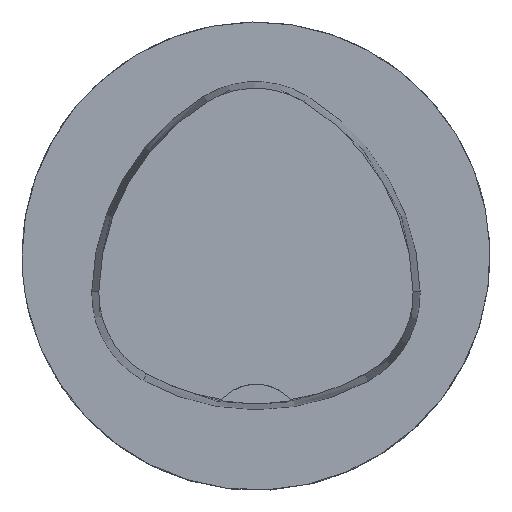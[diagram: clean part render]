
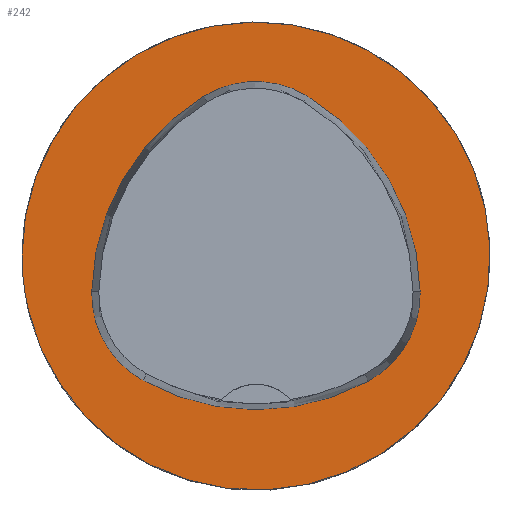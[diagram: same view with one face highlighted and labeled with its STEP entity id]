
A CAD part, top view. The second image highlights one B-rep face of the part: STEP entity #242.
In plain terms, the highlighted planar face has unit normal (0, 0, 1).
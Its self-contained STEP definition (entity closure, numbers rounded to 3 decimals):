
#122=FACE_BOUND('',#484,.T.);
#123=FACE_BOUND('',#485,.T.);
#171=CIRCLE('',#1848,20.);
#172=CIRCLE('',#1858,20.);
#174=CIRCLE('',#1861,8.5);
#176=CIRCLE('',#1864,20.);
#178=CIRCLE('',#1867,8.5);
#182=CIRCLE('',#1872,20.);
#184=CIRCLE('',#1875,8.5);
#242=ADVANCED_FACE('',(#122,#123),#318,.T.);
#318=PLANE('',#1880);
#484=EDGE_LOOP('',(#779,#780,#781,#782,#783,#784));
#485=EDGE_LOOP('',(#785));
#779=ORIENTED_EDGE('',*,*,#1353,.T.);
#780=ORIENTED_EDGE('',*,*,#1333,.T.);
#781=ORIENTED_EDGE('',*,*,#1337,.T.);
#782=ORIENTED_EDGE('',*,*,#1340,.T.);
#783=ORIENTED_EDGE('',*,*,#1343,.T.);
#784=ORIENTED_EDGE('',*,*,#1351,.T.);
#785=ORIENTED_EDGE('',*,*,#1316,.F.);
#1137=VERTEX_POINT('',#2707);
#1154=VERTEX_POINT('',#2742);
#1155=VERTEX_POINT('',#2743);
#1158=VERTEX_POINT('',#2751);
#1160=VERTEX_POINT('',#2757);
#1162=VERTEX_POINT('',#2763);
#1169=VERTEX_POINT('',#2784);
#1316=EDGE_CURVE('',#1137,#1137,#171,.T.);
#1333=EDGE_CURVE('',#1154,#1155,#172,.T.);
#1337=EDGE_CURVE('',#1155,#1158,#174,.T.);
#1340=EDGE_CURVE('',#1158,#1160,#176,.T.);
#1343=EDGE_CURVE('',#1160,#1162,#178,.T.);
#1351=EDGE_CURVE('',#1162,#1169,#182,.T.);
#1353=EDGE_CURVE('',#1169,#1154,#184,.T.);
#1848=AXIS2_PLACEMENT_3D('',#2706,#2126,#2127);
#1858=AXIS2_PLACEMENT_3D('',#2741,#2154,#2155);
#1861=AXIS2_PLACEMENT_3D('',#2750,#2162,#2163);
#1864=AXIS2_PLACEMENT_3D('',#2756,#2169,#2170);
#1867=AXIS2_PLACEMENT_3D('',#2762,#2176,#2177);
#1872=AXIS2_PLACEMENT_3D('',#2785,#2188,#2189);
#1875=AXIS2_PLACEMENT_3D('',#2788,#2194,#2195);
#1880=AXIS2_PLACEMENT_3D('',#2793,#2204,#2205);
#2126=DIRECTION('',(0.,0.,-1.));
#2127=DIRECTION('',(-1.,0.,0.));
#2154=DIRECTION('',(0.,0.,-1.));
#2155=DIRECTION('',(-1.,0.,0.));
#2162=DIRECTION('',(0.,0.,-1.));
#2163=DIRECTION('',(-1.,0.,0.));
#2169=DIRECTION('',(0.,0.,-1.));
#2170=DIRECTION('',(-1.,0.,0.));
#2176=DIRECTION('',(0.,0.,-1.));
#2177=DIRECTION('',(-1.,0.,0.));
#2188=DIRECTION('',(0.,0.,-1.));
#2189=DIRECTION('',(-1.,0.,0.));
#2194=DIRECTION('',(0.,0.,-1.));
#2195=DIRECTION('',(-1.,0.,0.));
#2204=DIRECTION('',(0.,0.,1.));
#2205=DIRECTION('',(-1.,0.,0.));
#2706=CARTESIAN_POINT('',(0.,0.,
0.));
#2707=CARTESIAN_POINT('',(-20.,0.,0.));
#2741=CARTESIAN_POINT('',(5.955,-3.414,0.));
#2742=CARTESIAN_POINT('',(-14.041,-3.042,0.));
#2743=CARTESIAN_POINT('',(-4.472,13.653,0.));
#2750=CARTESIAN_POINT('',(-0.04,6.4,0.));
#2751=CARTESIAN_POINT('',(4.347,13.68,0.));
#2756=CARTESIAN_POINT('',(-5.976,-3.45,0.));
#2757=CARTESIAN_POINT('',(14.021,-3.075,0.));
#2762=CARTESIAN_POINT('',(5.522,-3.235,0.));
#2763=CARTESIAN_POINT('',(9.588,-10.699,0.));
#2784=CARTESIAN_POINT('',(-9.655,-10.639,0.));
#2785=CARTESIAN_POINT('',(0.022,6.864,0.));
#2788=CARTESIAN_POINT('',(-5.543,-3.2,0.));
#2793=CARTESIAN_POINT('',(0.,0.,
0.));
